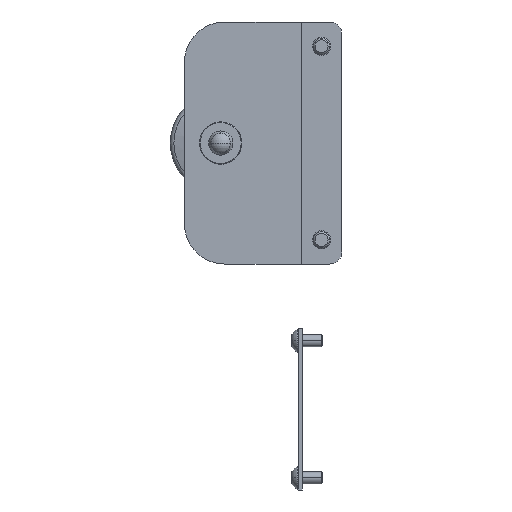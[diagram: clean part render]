
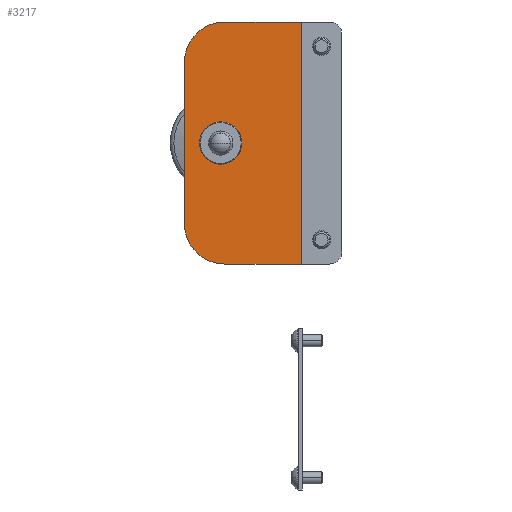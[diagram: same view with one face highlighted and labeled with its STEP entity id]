
A CAD part, left-side view. The second image highlights one B-rep face of the part: STEP entity #3217.
In plain terms, the highlighted face is planar.
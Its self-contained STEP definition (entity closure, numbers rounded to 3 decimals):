
#8 = VECTOR ( 'NONE', #1173, 1000. ) ;
#60 = VERTEX_POINT ( 'NONE', #1153 ) ;
#156 = DIRECTION ( 'NONE',  ( -1., 0., 0. ) ) ;
#249 = CIRCLE ( 'NONE', #3213, 5.25 ) ;
#284 = DIRECTION ( 'NONE',  ( 1., 0., 0. ) ) ;
#303 = CARTESIAN_POINT ( 'NONE',  ( 50., 29., -20. ) ) ;
#406 = LINE ( 'NONE', #3905, #4266 ) ;
#491 = CARTESIAN_POINT ( 'NONE',  ( 50., 39., -20. ) ) ;
#513 = DIRECTION ( 'NONE',  ( 0., 0., -1. ) ) ;
#531 = DIRECTION ( 'NONE',  ( -1., 0., 0. ) ) ;
#572 = VERTEX_POINT ( 'NONE', #3977 ) ;
#578 = PLANE ( 'NONE',  #781 ) ;
#593 = LINE ( 'NONE', #4343, #2117 ) ;
#650 = CARTESIAN_POINT ( 'NONE',  ( 35.25, 30., -20. ) ) ;
#734 = EDGE_CURVE ( 'NONE', #2432, #2271, #3181, .T. ) ;
#769 = EDGE_CURVE ( 'NONE', #4500, #572, #1601, .T. ) ;
#781 = AXIS2_PLACEMENT_3D ( 'NONE', #2301, #513, #156 ) ;
#808 = DIRECTION ( 'NONE',  ( 0., 0., -1. ) ) ;
#857 = EDGE_CURVE ( 'NONE', #572, #3454, #2949, .T. ) ;
#880 = ORIENTED_EDGE ( 'NONE', *, *, #769, .F. ) ;
#908 = FACE_OUTER_BOUND ( 'NONE', #1673, .T. ) ;
#1062 = EDGE_CURVE ( 'NONE', #4350, #60, #249, .T. ) ;
#1153 = CARTESIAN_POINT ( 'NONE',  ( 24.75, 30., -20. ) ) ;
#1173 = DIRECTION ( 'NONE',  ( -1., 0., 0. ) ) ;
#1205 = ORIENTED_EDGE ( 'NONE', *, *, #4661, .F. ) ;
#1262 = VECTOR ( 'NONE', #4390, 1000. ) ;
#1263 = DIRECTION ( 'NONE',  ( -1., 0., 0. ) ) ;
#1356 = FACE_BOUND ( 'NONE', #1921, .T. ) ;
#1377 = CARTESIAN_POINT ( 'NONE',  ( 60., 10., -20. ) ) ;
#1532 = EDGE_CURVE ( 'NONE', #60, #4350, #4199, .T. ) ;
#1601 = LINE ( 'NONE', #1829, #1262 ) ;
#1673 = EDGE_LOOP ( 'NONE', ( #2500, #2372, #3024, #880, #1205, #4638 ) ) ;
#1755 = DIRECTION ( 'NONE',  ( 0., -1., 0. ) ) ;
#1786 = ORIENTED_EDGE ( 'NONE', *, *, #1062, .F. ) ;
#1829 = CARTESIAN_POINT ( 'NONE',  ( 10., 39., -20. ) ) ;
#1853 = DIRECTION ( 'NONE',  ( 0., 0., -1. ) ) ;
#1921 = EDGE_LOOP ( 'NONE', ( #1786, #1998 ) ) ;
#1929 = EDGE_CURVE ( 'NONE', #3454, #2271, #406, .T. ) ;
#1963 = DIRECTION ( 'NONE',  ( 0., 0., 1. ) ) ;
#1998 = ORIENTED_EDGE ( 'NONE', *, *, #1532, .F. ) ;
#2117 = VECTOR ( 'NONE', #2130, 1000. ) ;
#2130 = DIRECTION ( 'NONE',  ( 0., 1., 0. ) ) ;
#2231 = CARTESIAN_POINT ( 'NONE',  ( 60., 10., -20. ) ) ;
#2271 = VERTEX_POINT ( 'NONE', #3804 ) ;
#2301 = CARTESIAN_POINT ( 'NONE',  ( 10., 29., -20. ) ) ;
#2372 = ORIENTED_EDGE ( 'NONE', *, *, #1929, .F. ) ;
#2432 = VERTEX_POINT ( 'NONE', #1377 ) ;
#2499 = AXIS2_PLACEMENT_3D ( 'NONE', #4166, #1963, #531 ) ;
#2500 = ORIENTED_EDGE ( 'NONE', *, *, #734, .T. ) ;
#2533 = AXIS2_PLACEMENT_3D ( 'NONE', #2955, #808, #3709 ) ;
#2564 = EDGE_CURVE ( 'NONE', #2432, #3163, #593, .T. ) ;
#2570 = CIRCLE ( 'NONE', #3771, 10. ) ;
#2817 = DIRECTION ( 'NONE',  ( 0., 0., 1. ) ) ;
#2847 = CARTESIAN_POINT ( 'NONE',  ( 0., 29., -20. ) ) ;
#2949 = CIRCLE ( 'NONE', #2499, 10. ) ;
#2955 = CARTESIAN_POINT ( 'NONE',  ( 30., 30., -20. ) ) ;
#3024 = ORIENTED_EDGE ( 'NONE', *, *, #857, .F. ) ;
#3163 = VERTEX_POINT ( 'NONE', #3668 ) ;
#3181 = LINE ( 'NONE', #2231, #8 ) ;
#3213 = AXIS2_PLACEMENT_3D ( 'NONE', #4399, #1853, #1263 ) ;
#3217 = ADVANCED_FACE ( 'NONE', ( #908, #1356 ), #578, .T. ) ;
#3454 = VERTEX_POINT ( 'NONE', #2847 ) ;
#3668 = CARTESIAN_POINT ( 'NONE',  ( 60., 29., -20. ) ) ;
#3709 = DIRECTION ( 'NONE',  ( -1., 0., 0. ) ) ;
#3771 = AXIS2_PLACEMENT_3D ( 'NONE', #303, #2817, #284 ) ;
#3804 = CARTESIAN_POINT ( 'NONE',  ( 0., 10., -20. ) ) ;
#3905 = CARTESIAN_POINT ( 'NONE',  ( 0., 0., -20. ) ) ;
#3977 = CARTESIAN_POINT ( 'NONE',  ( 10., 39., -20. ) ) ;
#4166 = CARTESIAN_POINT ( 'NONE',  ( 10., 29., -20. ) ) ;
#4199 = CIRCLE ( 'NONE', #2533, 5.25 ) ;
#4266 = VECTOR ( 'NONE', #1755, 1000. ) ;
#4343 = CARTESIAN_POINT ( 'NONE',  ( 60., 0., -20. ) ) ;
#4350 = VERTEX_POINT ( 'NONE', #650 ) ;
#4390 = DIRECTION ( 'NONE',  ( -1., 0., 0. ) ) ;
#4399 = CARTESIAN_POINT ( 'NONE',  ( 30., 30., -20. ) ) ;
#4500 = VERTEX_POINT ( 'NONE', #491 ) ;
#4638 = ORIENTED_EDGE ( 'NONE', *, *, #2564, .F. ) ;
#4661 = EDGE_CURVE ( 'NONE', #3163, #4500, #2570, .T. ) ;
